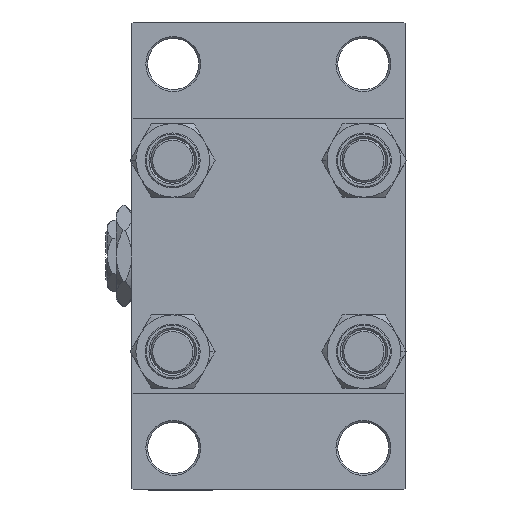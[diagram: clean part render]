
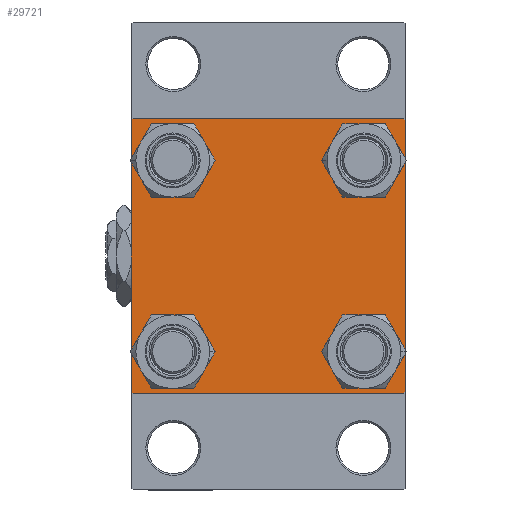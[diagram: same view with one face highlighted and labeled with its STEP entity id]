
A CAD part, left-side view. The second image highlights one B-rep face of the part: STEP entity #29721.
In plain terms, the highlighted planar face has unit normal (-1, 0, 0).
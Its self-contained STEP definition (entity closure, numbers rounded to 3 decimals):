
#216 = CARTESIAN_POINT ( 'NONE',  ( 0., -26.15, 19.65 ) ) ;
#262 = EDGE_CURVE ( 'NONE', #13680, #13354, #32623, .T. ) ;
#307 = DIRECTION ( 'NONE',  ( 0., 0., 1. ) ) ;
#928 = CARTESIAN_POINT ( 'NONE',  ( 0., -37.5, 37. ) ) ;
#1096 = CIRCLE ( 'NONE', #10665, 6.5 ) ;
#1915 = ORIENTED_EDGE ( 'NONE', *, *, #27654, .T. ) ;
#2131 = ORIENTED_EDGE ( 'NONE', *, *, #17301, .T. ) ;
#2288 = FACE_BOUND ( 'NONE', #8391, .T. ) ;
#2381 = VERTEX_POINT ( 'NONE', #42117 ) ;
#2390 = DIRECTION ( 'NONE',  ( 0., -0.707, -0.707 ) ) ;
#2506 = CARTESIAN_POINT ( 'NONE',  ( 0., -26.15, 32.65 ) ) ;
#2787 = FACE_BOUND ( 'NONE', #38858, .T. ) ;
#3103 = DIRECTION ( 'NONE',  ( 0., -1., 0. ) ) ;
#3397 = CIRCLE ( 'NONE', #28029, 6.5 ) ;
#3515 = LINE ( 'NONE', #17745, #10565 ) ;
#3517 = CARTESIAN_POINT ( 'NONE',  ( 0., -37., -37.5 ) ) ;
#5162 = VECTOR ( 'NONE', #48040, 1000. ) ;
#5287 = VERTEX_POINT ( 'NONE', #928 ) ;
#5406 = CIRCLE ( 'NONE', #10969, 6.5 ) ;
#5479 = VECTOR ( 'NONE', #46701, 1000. ) ;
#5641 = EDGE_LOOP ( 'NONE', ( #41742, #37681 ) ) ;
#5784 = EDGE_CURVE ( 'NONE', #5287, #29474, #3515, .T. ) ;
#6059 = EDGE_CURVE ( 'NONE', #13354, #13680, #3397, .T. ) ;
#6274 = EDGE_CURVE ( 'NONE', #34611, #24503, #25666, .T. ) ;
#6390 = LINE ( 'NONE', #40040, #22213 ) ;
#6681 = CARTESIAN_POINT ( 'NONE',  ( 0., 37.5, 37.5 ) ) ;
#8391 = EDGE_LOOP ( 'NONE', ( #35509, #40198 ) ) ;
#9096 = EDGE_CURVE ( 'NONE', #46883, #2381, #1096, .T. ) ;
#9225 = AXIS2_PLACEMENT_3D ( 'NONE', #16242, #27444, #307 ) ;
#9277 = ORIENTED_EDGE ( 'NONE', *, *, #26665, .T. ) ;
#10033 = FACE_BOUND ( 'NONE', #14833, .T. ) ;
#10260 = CARTESIAN_POINT ( 'NONE',  ( 0., -37., 37.5 ) ) ;
#10565 = VECTOR ( 'NONE', #18232, 1000. ) ;
#10665 = AXIS2_PLACEMENT_3D ( 'NONE', #32410, #12507, #42889 ) ;
#10969 = AXIS2_PLACEMENT_3D ( 'NONE', #35837, #13892, #16640 ) ;
#11165 = AXIS2_PLACEMENT_3D ( 'NONE', #17174, #31873, #28371 ) ;
#12414 = ORIENTED_EDGE ( 'NONE', *, *, #262, .T. ) ;
#12507 = DIRECTION ( 'NONE',  ( 1., 0., 0. ) ) ;
#12688 = EDGE_LOOP ( 'NONE', ( #40447, #1915, #2131, #14813, #24208, #9277, #45268, #29443 ) ) ;
#12722 = CARTESIAN_POINT ( 'NONE',  ( 0., 26.15, -32.65 ) ) ;
#12825 = LINE ( 'NONE', #13072, #5479 ) ;
#12877 = VERTEX_POINT ( 'NONE', #2506 ) ;
#13072 = CARTESIAN_POINT ( 'NONE',  ( 0., -37.25, 37.25 ) ) ;
#13101 = VECTOR ( 'NONE', #3103, 1000. ) ;
#13354 = VERTEX_POINT ( 'NONE', #18285 ) ;
#13680 = VERTEX_POINT ( 'NONE', #32922 ) ;
#13758 = VERTEX_POINT ( 'NONE', #10260 ) ;
#13768 = CARTESIAN_POINT ( 'NONE',  ( 0., -26.15, 26.15 ) ) ;
#13892 = DIRECTION ( 'NONE',  ( 1., 0., 0. ) ) ;
#13981 = VERTEX_POINT ( 'NONE', #24898 ) ;
#14813 = ORIENTED_EDGE ( 'NONE', *, *, #43518, .T. ) ;
#14833 = EDGE_LOOP ( 'NONE', ( #29076, #12414 ) ) ;
#15957 = CIRCLE ( 'NONE', #18353, 6.5 ) ;
#16242 = CARTESIAN_POINT ( 'NONE',  ( 0., -26.15, 26.15 ) ) ;
#16640 = DIRECTION ( 'NONE',  ( 0., 0., 1. ) ) ;
#17174 = CARTESIAN_POINT ( 'NONE',  ( 0., -26.15, -26.15 ) ) ;
#17301 = EDGE_CURVE ( 'NONE', #13981, #45867, #18317, .T. ) ;
#17745 = CARTESIAN_POINT ( 'NONE',  ( 0., -37.5, 37.5 ) ) ;
#18211 = EDGE_CURVE ( 'NONE', #46709, #26540, #25614, .T. ) ;
#18232 = DIRECTION ( 'NONE',  ( 0., 0., -1. ) ) ;
#18277 = ORIENTED_EDGE ( 'NONE', *, *, #23446, .T. ) ;
#18285 = CARTESIAN_POINT ( 'NONE',  ( 0., -26.15, -19.65 ) ) ;
#18317 = LINE ( 'NONE', #44725, #13101 ) ;
#18353 = AXIS2_PLACEMENT_3D ( 'NONE', #13768, #36686, #28931 ) ;
#18616 = CARTESIAN_POINT ( 'NONE',  ( 0., -37.25, -37.25 ) ) ;
#19891 = EDGE_CURVE ( 'NONE', #12877, #24823, #41057, .T. ) ;
#21277 = AXIS2_PLACEMENT_3D ( 'NONE', #29420, #45146, #34180 ) ;
#22213 = VECTOR ( 'NONE', #2390, 1000. ) ;
#22585 = CARTESIAN_POINT ( 'NONE',  ( 0., 37.5, 37. ) ) ;
#23446 = EDGE_CURVE ( 'NONE', #24503, #34611, #46722, .T. ) ;
#23684 = CARTESIAN_POINT ( 'NONE',  ( 0., 37., 37.5 ) ) ;
#23921 = CARTESIAN_POINT ( 'NONE',  ( 0., -26.15, -26.15 ) ) ;
#24208 = ORIENTED_EDGE ( 'NONE', *, *, #5784, .F. ) ;
#24503 = VERTEX_POINT ( 'NONE', #12722 ) ;
#24823 = VERTEX_POINT ( 'NONE', #216 ) ;
#24898 = CARTESIAN_POINT ( 'NONE',  ( 0., 37., -37.5 ) ) ;
#24900 = EDGE_CURVE ( 'NONE', #2381, #46883, #5406, .T. ) ;
#24979 = FACE_BOUND ( 'NONE', #5641, .T. ) ;
#25108 = CARTESIAN_POINT ( 'NONE',  ( 0., 37.25, 37.25 ) ) ;
#25387 = CARTESIAN_POINT ( 'NONE',  ( 0., 26.15, -26.15 ) ) ;
#25443 = CARTESIAN_POINT ( 'NONE',  ( 0., 37.5, -37. ) ) ;
#25614 = LINE ( 'NONE', #25108, #5162 ) ;
#25666 = CIRCLE ( 'NONE', #37594, 6.5 ) ;
#26343 = LINE ( 'NONE', #6681, #44452 ) ;
#26441 = LINE ( 'NONE', #29911, #42922 ) ;
#26540 = VERTEX_POINT ( 'NONE', #22585 ) ;
#26665 = EDGE_CURVE ( 'NONE', #5287, #13758, #12825, .T. ) ;
#27444 = DIRECTION ( 'NONE',  ( 1., 0., 0. ) ) ;
#27654 = EDGE_CURVE ( 'NONE', #28101, #13981, #6390, .T. ) ;
#28029 = AXIS2_PLACEMENT_3D ( 'NONE', #23921, #47101, #28630 ) ;
#28101 = VERTEX_POINT ( 'NONE', #25443 ) ;
#28214 = EDGE_CURVE ( 'NONE', #46709, #13758, #26441, .T. ) ;
#28371 = DIRECTION ( 'NONE',  ( 0., 0., 1. ) ) ;
#28630 = DIRECTION ( 'NONE',  ( 0., 0., 1. ) ) ;
#28931 = DIRECTION ( 'NONE',  ( 0., 0., 1. ) ) ;
#29076 = ORIENTED_EDGE ( 'NONE', *, *, #6059, .T. ) ;
#29420 = CARTESIAN_POINT ( 'NONE',  ( 0., 26.15, -26.15 ) ) ;
#29429 = CARTESIAN_POINT ( 'NONE',  ( 0., 0., 0. ) ) ;
#29443 = ORIENTED_EDGE ( 'NONE', *, *, #18211, .T. ) ;
#29474 = VERTEX_POINT ( 'NONE', #48950 ) ;
#29721 = ADVANCED_FACE ( 'NONE', ( #24979, #10033, #2787, #2288, #40671 ), #36939, .T. ) ;
#29911 = CARTESIAN_POINT ( 'NONE',  ( 0., 37.5, 37.5 ) ) ;
#31873 = DIRECTION ( 'NONE',  ( 1., 0., 0. ) ) ;
#32410 = CARTESIAN_POINT ( 'NONE',  ( 0., 26.15, 26.15 ) ) ;
#32623 = CIRCLE ( 'NONE', #11165, 6.5 ) ;
#32922 = CARTESIAN_POINT ( 'NONE',  ( 0., -26.15, -32.65 ) ) ;
#33306 = LINE ( 'NONE', #18616, #42181 ) ;
#33623 = DIRECTION ( 'NONE',  ( 1., 0., 0. ) ) ;
#33824 = DIRECTION ( 'NONE',  ( 0., -0.707, 0.707 ) ) ;
#34180 = DIRECTION ( 'NONE',  ( 0., 0., 1. ) ) ;
#34611 = VERTEX_POINT ( 'NONE', #41902 ) ;
#35509 = ORIENTED_EDGE ( 'NONE', *, *, #24900, .T. ) ;
#35599 = ORIENTED_EDGE ( 'NONE', *, *, #6274, .T. ) ;
#35837 = CARTESIAN_POINT ( 'NONE',  ( 0., 26.15, 26.15 ) ) ;
#36686 = DIRECTION ( 'NONE',  ( 1., 0., 0. ) ) ;
#36939 = PLANE ( 'NONE',  #44457 ) ;
#37594 = AXIS2_PLACEMENT_3D ( 'NONE', #25387, #33623, #48316 ) ;
#37681 = ORIENTED_EDGE ( 'NONE', *, *, #48665, .T. ) ;
#38351 = CARTESIAN_POINT ( 'NONE',  ( 0., 26.15, 19.65 ) ) ;
#38858 = EDGE_LOOP ( 'NONE', ( #35599, #18277 ) ) ;
#40040 = CARTESIAN_POINT ( 'NONE',  ( 0., 37.25, -37.25 ) ) ;
#40198 = ORIENTED_EDGE ( 'NONE', *, *, #9096, .T. ) ;
#40447 = ORIENTED_EDGE ( 'NONE', *, *, #41048, .T. ) ;
#40671 = FACE_OUTER_BOUND ( 'NONE', #12688, .T. ) ;
#41048 = EDGE_CURVE ( 'NONE', #26540, #28101, #26343, .T. ) ;
#41057 = CIRCLE ( 'NONE', #9225, 6.5 ) ;
#41742 = ORIENTED_EDGE ( 'NONE', *, *, #19891, .T. ) ;
#41902 = CARTESIAN_POINT ( 'NONE',  ( 0., 26.15, -19.65 ) ) ;
#42117 = CARTESIAN_POINT ( 'NONE',  ( 0., 26.15, 32.65 ) ) ;
#42181 = VECTOR ( 'NONE', #33824, 1000. ) ;
#42889 = DIRECTION ( 'NONE',  ( 0., 0., 1. ) ) ;
#42922 = VECTOR ( 'NONE', #45139, 1000. ) ;
#43518 = EDGE_CURVE ( 'NONE', #45867, #29474, #33306, .T. ) ;
#43664 = DIRECTION ( 'NONE',  ( -1., 0., 0. ) ) ;
#44452 = VECTOR ( 'NONE', #45043, 1000. ) ;
#44457 = AXIS2_PLACEMENT_3D ( 'NONE', #29429, #43664, #44652 ) ;
#44652 = DIRECTION ( 'NONE',  ( 0., 0., 1. ) ) ;
#44725 = CARTESIAN_POINT ( 'NONE',  ( 0., 37.5, -37.5 ) ) ;
#45043 = DIRECTION ( 'NONE',  ( 0., 0., -1. ) ) ;
#45139 = DIRECTION ( 'NONE',  ( 0., -1., 0. ) ) ;
#45146 = DIRECTION ( 'NONE',  ( 1., 0., 0. ) ) ;
#45268 = ORIENTED_EDGE ( 'NONE', *, *, #28214, .F. ) ;
#45867 = VERTEX_POINT ( 'NONE', #3517 ) ;
#46701 = DIRECTION ( 'NONE',  ( 0., 0.707, 0.707 ) ) ;
#46709 = VERTEX_POINT ( 'NONE', #23684 ) ;
#46722 = CIRCLE ( 'NONE', #21277, 6.5 ) ;
#46883 = VERTEX_POINT ( 'NONE', #38351 ) ;
#47101 = DIRECTION ( 'NONE',  ( 1., 0., 0. ) ) ;
#48040 = DIRECTION ( 'NONE',  ( 0., 0.707, -0.707 ) ) ;
#48316 = DIRECTION ( 'NONE',  ( 0., 0., 1. ) ) ;
#48665 = EDGE_CURVE ( 'NONE', #24823, #12877, #15957, .T. ) ;
#48950 = CARTESIAN_POINT ( 'NONE',  ( 0., -37.5, -37. ) ) ;
